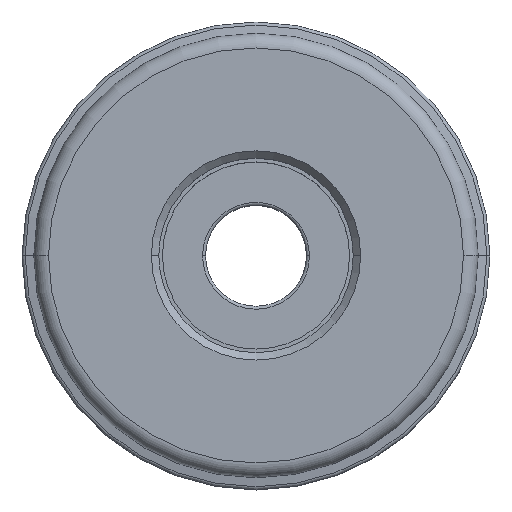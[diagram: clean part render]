
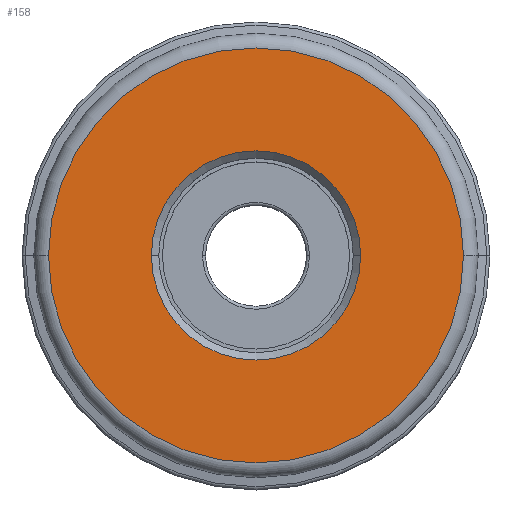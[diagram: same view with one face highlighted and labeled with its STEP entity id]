
A CAD part, top view. The second image highlights one B-rep face of the part: STEP entity #158.
In plain terms, the highlighted planar face has unit normal (0, 0, 1).
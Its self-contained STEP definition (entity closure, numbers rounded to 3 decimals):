
#43=PLANE('',#1531);
#50=FACE_BOUND('',#345,.T.);
#51=FACE_BOUND('',#346,.T.);
#158=ADVANCED_FACE('',(#50,#51),#43,.F.);
#345=EDGE_LOOP('',(#523,#524));
#346=EDGE_LOOP('',(#525,#526));
#523=ORIENTED_EDGE('',*,*,#937,.T.);
#524=ORIENTED_EDGE('',*,*,#938,.T.);
#525=ORIENTED_EDGE('',*,*,#939,.T.);
#526=ORIENTED_EDGE('',*,*,#940,.T.);
#809=VERTEX_POINT('',#3001);
#810=VERTEX_POINT('',#3002);
#811=VERTEX_POINT('',#3005);
#812=VERTEX_POINT('',#3006);
#937=EDGE_CURVE('',#809,#810,#1120,.T.);
#938=EDGE_CURVE('',#810,#809,#1121,.T.);
#939=EDGE_CURVE('',#811,#812,#1122,.T.);
#940=EDGE_CURVE('',#812,#811,#1123,.T.);
#1120=CIRCLE('',#1527,28.163);
#1121=CIRCLE('',#1528,28.163);
#1122=CIRCLE('',#1529,14.2);
#1123=CIRCLE('',#1530,14.2);
#1527=AXIS2_PLACEMENT_3D('',#3000,#1874,#1875);
#1528=AXIS2_PLACEMENT_3D('',#3003,#1876,#1877);
#1529=AXIS2_PLACEMENT_3D('',#3004,#1878,#1879);
#1530=AXIS2_PLACEMENT_3D('',#3007,#1880,#1881);
#1531=AXIS2_PLACEMENT_3D('',#3008,#1882,#1883);
#1874=DIRECTION('',(0.,0.,1.));
#1875=DIRECTION('',(1.,0.,0.));
#1876=DIRECTION('',(0.,0.,1.));
#1877=DIRECTION('',(-1.,0.,0.));
#1878=DIRECTION('',(0.,0.,-1.));
#1879=DIRECTION('',(-1.,0.,0.));
#1880=DIRECTION('',(0.,0.,-1.));
#1881=DIRECTION('',(1.,0.,0.));
#1882=DIRECTION('',(0.,0.,-1.));
#1883=DIRECTION('',(1.,0.,0.));
#3000=CARTESIAN_POINT('',(0.,0.,0.));
#3001=CARTESIAN_POINT('',(28.163,0.,0.));
#3002=CARTESIAN_POINT('',(-28.163,0.,0.));
#3003=CARTESIAN_POINT('',(0.,0.,0.));
#3004=CARTESIAN_POINT('',(0.,0.,0.));
#3005=CARTESIAN_POINT('',(-14.2,0.,0.));
#3006=CARTESIAN_POINT('',(14.2,0.,0.));
#3007=CARTESIAN_POINT('',(0.,0.,0.));
#3008=CARTESIAN_POINT('',(0.,0.,0.));
